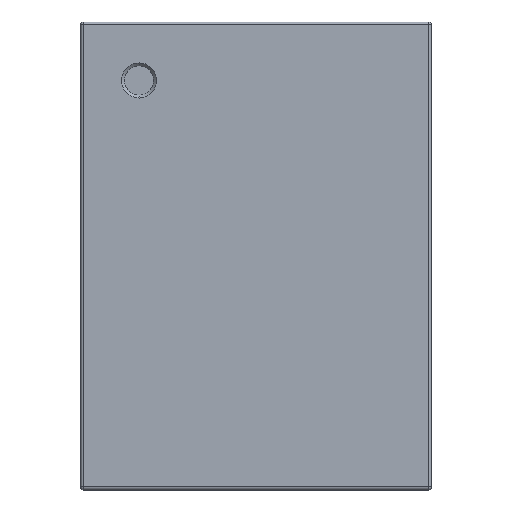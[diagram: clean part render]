
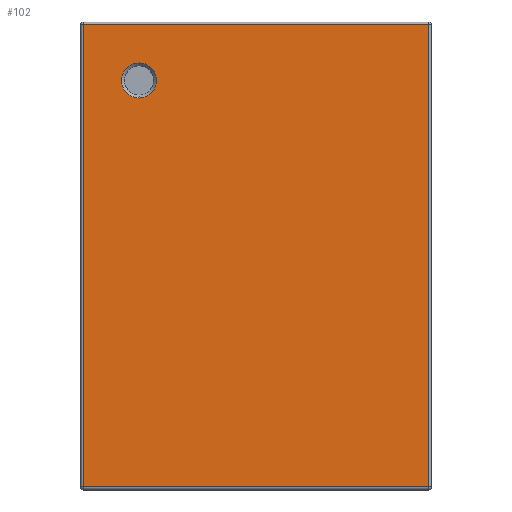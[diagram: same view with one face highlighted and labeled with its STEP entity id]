
A CAD part, top view. The second image highlights one B-rep face of the part: STEP entity #102.
In plain terms, the highlighted planar face has unit normal (0, 0, 1).
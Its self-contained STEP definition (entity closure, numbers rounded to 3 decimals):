
#35 = VERTEX_POINT('',#36);
#36 = CARTESIAN_POINT('',(-2.,2.7,1.22));
#42 = EDGE_CURVE('',#35,#43,#45,.T.);
#43 = VERTEX_POINT('',#44);
#44 = CARTESIAN_POINT('',(-2.,3.3,1.22));
#45 = CIRCLE('',#46,0.3);
#46 = AXIS2_PLACEMENT_3D('',#47,#48,#49);
#47 = CARTESIAN_POINT('',(-2.,3.,1.22));
#48 = DIRECTION('',(0.,0.,-1.));
#49 = DIRECTION('',(0.,-1.,0.));
#102 = ADVANCED_FACE('',(#103,#113),#147,.T.);
#103 = FACE_BOUND('',#104,.T.);
#104 = EDGE_LOOP('',(#105,#106));
#105 = ORIENTED_EDGE('',*,*,#42,.T.);
#106 = ORIENTED_EDGE('',*,*,#107,.T.);
#107 = EDGE_CURVE('',#43,#35,#108,.T.);
#108 = CIRCLE('',#109,0.3);
#109 = AXIS2_PLACEMENT_3D('',#110,#111,#112);
#110 = CARTESIAN_POINT('',(-2.,3.,1.22));
#111 = DIRECTION('',(0.,0.,-1.));
#112 = DIRECTION('',(0.,-1.,0.));
#113 = FACE_BOUND('',#114,.T.);
#114 = EDGE_LOOP('',(#115,#125,#133,#141));
#115 = ORIENTED_EDGE('',*,*,#116,.T.);
#116 = EDGE_CURVE('',#117,#119,#121,.T.);
#117 = VERTEX_POINT('',#118);
#118 = CARTESIAN_POINT('',(2.95,-3.95,1.22));
#119 = VERTEX_POINT('',#120);
#120 = CARTESIAN_POINT('',(2.95,3.95,1.22));
#121 = LINE('',#122,#123);
#122 = CARTESIAN_POINT('',(2.95,4.,1.22));
#123 = VECTOR('',#124,1.);
#124 = DIRECTION('',(0.,1.,0.));
#125 = ORIENTED_EDGE('',*,*,#126,.T.);
#126 = EDGE_CURVE('',#119,#127,#129,.T.);
#127 = VERTEX_POINT('',#128);
#128 = CARTESIAN_POINT('',(-2.95,3.95,1.22));
#129 = LINE('',#130,#131);
#130 = CARTESIAN_POINT('',(-3.,3.95,1.22));
#131 = VECTOR('',#132,1.);
#132 = DIRECTION('',(-1.,0.,0.));
#133 = ORIENTED_EDGE('',*,*,#134,.T.);
#134 = EDGE_CURVE('',#127,#135,#137,.T.);
#135 = VERTEX_POINT('',#136);
#136 = CARTESIAN_POINT('',(-2.95,-3.95,1.22));
#137 = LINE('',#138,#139);
#138 = CARTESIAN_POINT('',(-2.95,-4.,1.22));
#139 = VECTOR('',#140,1.);
#140 = DIRECTION('',(0.,-1.,0.));
#141 = ORIENTED_EDGE('',*,*,#142,.T.);
#142 = EDGE_CURVE('',#135,#117,#143,.T.);
#143 = LINE('',#144,#145);
#144 = CARTESIAN_POINT('',(3.,-3.95,1.22));
#145 = VECTOR('',#146,1.);
#146 = DIRECTION('',(1.,0.,0.));
#147 = PLANE('',#148);
#148 = AXIS2_PLACEMENT_3D('',#149,#150,#151);
#149 = CARTESIAN_POINT('',(0.,0.,1.22)
  );
#150 = DIRECTION('',(0.,0.,1.));
#151 = DIRECTION('',(0.,-1.,0.));
